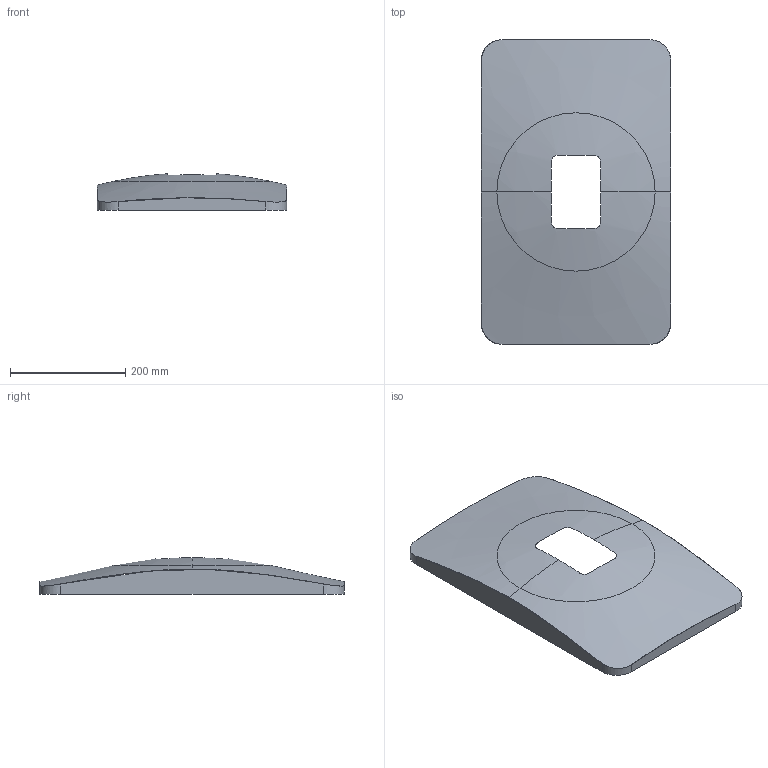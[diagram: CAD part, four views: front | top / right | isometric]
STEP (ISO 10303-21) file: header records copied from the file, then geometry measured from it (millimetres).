
FILE_DESCRIPTION (( 'STEP AP214' ), '1' );
FILE_NAME ('Straigten curve_TV.STEP', '2017-09-19T10:30:10', ( '' ), ( '' ), 'SwSTEP 2.0', 'SolidWorks 2013', '' );
FILE_SCHEMA (( 'AUTOMOTIVE_DESIGN' ));
Length unit declared in the file: inch
Products named in the file (1): Straigten curve_TV
Bounding box: 328.68 x 528.57 x 63.39 mm (x, y, z)
Surface area: 209822.9 mm2 (no closed solid volume)
Topology: 0 solids, 2 shells, 12 faces, 50 edges, 38 vertices
Faces by surface type: plane 4, cylinder 4, sphere 2, cone 2
Entity records: 2177 total; most frequent: CARTESIAN_POINT 1786, DIRECTION 68, ORIENTED_EDGE 64, EDGE_CURVE 50, VERTEX_POINT 38, AXIS2_PLACEMENT_3D 27, B_SPLINE_CURVE_WITH_KNOTS 22, VECTOR 14
